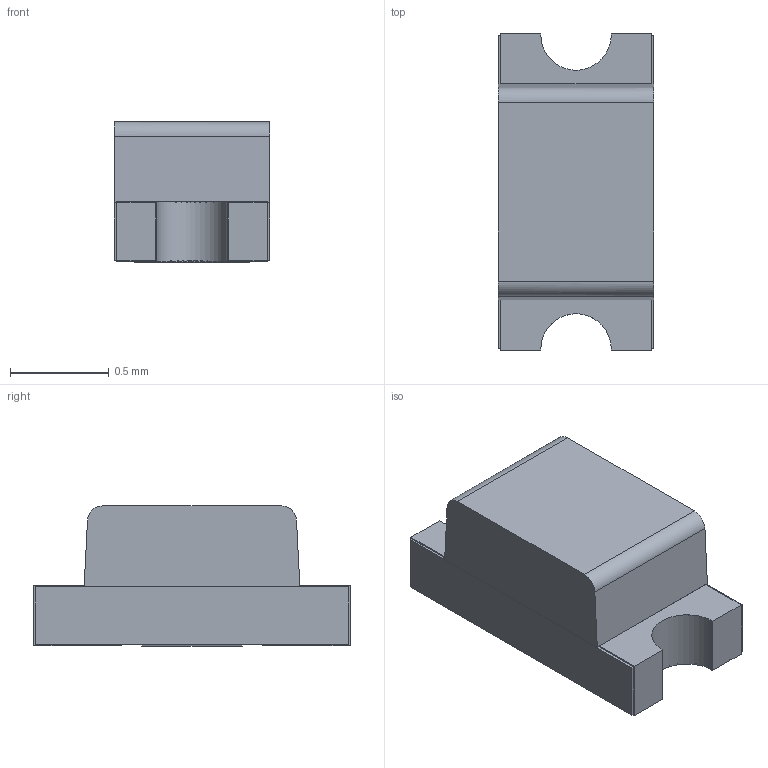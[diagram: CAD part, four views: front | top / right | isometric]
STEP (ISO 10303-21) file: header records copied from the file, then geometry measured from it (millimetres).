
FILE_DESCRIPTION(('FreeCAD Model'),'2;1');
FILE_NAME('LED 0603.stp', '2018-03-07T10:55:40',('Author'),(''), 'Open CASCADE STEP processor 6.8','FreeCAD','Unknown');
FILE_SCHEMA(('AUTOMOTIVE_DESIGN_CC2 { 1 2 10303 214 -1 1 5 4 }'));
Length unit declared in the file: millimetre
Products named in the file (6): ASSEMBLY; Document002; Document; Document001; Document004; Document003
Assembly tree (5 placements, depth 2):
  ASSEMBLY
    Document002
    Document
    Document001
    Document004
    Document003
Bounding box: 0.79 x 1.6 x 0.71 mm (x, y, z)
Volume: 0.7 mm3; surface area: 10.2 mm2
Topology: 5 solids, 5 shells, 63 faces, 159 edges, 106 vertices
Faces by surface type: plane 55, bspline 8
Entity records: 4499 total; most frequent: CARTESIAN_POINT 2103, B_SPLINE_CURVE_WITH_KNOTS 445, ORIENTED_EDGE 318, PCURVE 318, DEFINITIONAL_REPRESENTATION 318, EDGE_CURVE 159, SURFACE_CURVE 159, DIRECTION 122
